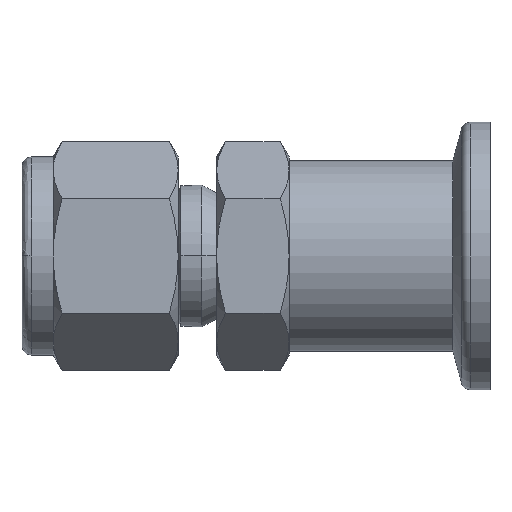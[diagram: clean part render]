
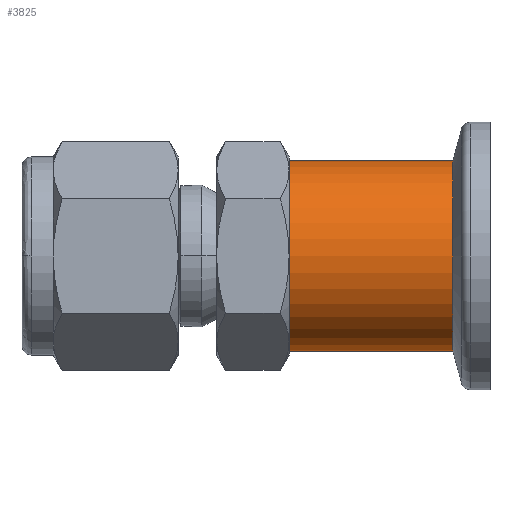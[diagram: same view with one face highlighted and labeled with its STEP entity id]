
A CAD part, front view. The second image highlights one B-rep face of the part: STEP entity #3825.
In plain terms, the highlighted cylindrical face has radius 10.668 mm (diameter 21.336 mm), a partial arc.
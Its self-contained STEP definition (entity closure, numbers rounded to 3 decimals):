
#42 = EDGE_CURVE ( 'NONE', #2424, #970, #3061, .T. ) ;
#247 = DIRECTION ( 'NONE',  ( 1., 0., 0. ) ) ;
#324 = AXIS2_PLACEMENT_3D ( 'NONE', #3754, #744, #1951 ) ;
#444 = EDGE_CURVE ( 'NONE', #2312, #3462, #2121, .T. ) ;
#484 = CARTESIAN_POINT ( 'NONE',  ( 0.992, 0., 0. ) ) ;
#486 = ORIENTED_EDGE ( 'NONE', *, *, #2982, .T. ) ;
#581 = FACE_OUTER_BOUND ( 'NONE', #3604, .T. ) ;
#641 = CARTESIAN_POINT ( 'NONE',  ( 0.992, 0., -10.668 ) ) ;
#744 = DIRECTION ( 'NONE',  ( 1., 0., 0. ) ) ;
#772 = CIRCLE ( 'NONE', #2989, 10.668 ) ;
#778 = DIRECTION ( 'NONE',  ( 0., 0., -1. ) ) ;
#970 = VERTEX_POINT ( 'NONE', #2169 ) ;
#1486 = VECTOR ( 'NONE', #1995, 1000. ) ;
#1596 = ORIENTED_EDGE ( 'NONE', *, *, #444, .T. ) ;
#1730 = ORIENTED_EDGE ( 'NONE', *, *, #3253, .T. ) ;
#1879 = AXIS2_PLACEMENT_3D ( 'NONE', #484, #2590, #778 ) ;
#1951 = DIRECTION ( 'NONE',  ( 0., 0., -1. ) ) ;
#1981 = ORIENTED_EDGE ( 'NONE', *, *, #42, .F. ) ;
#1995 = DIRECTION ( 'NONE',  ( 1., 0., 0. ) ) ;
#2015 = CARTESIAN_POINT ( 'NONE',  ( -17.55, 0., 0. ) ) ;
#2121 = LINE ( 'NONE', #2614, #1486 ) ;
#2164 = VECTOR ( 'NONE', #3079, 1000. ) ;
#2169 = CARTESIAN_POINT ( 'NONE',  ( 0.992, 0., 10.668 ) ) ;
#2312 = VERTEX_POINT ( 'NONE', #3422 ) ;
#2320 = DIRECTION ( 'NONE',  ( 0., 0., -1. ) ) ;
#2397 = CARTESIAN_POINT ( 'NONE',  ( -8.279, 0., 10.668 ) ) ;
#2424 = VERTEX_POINT ( 'NONE', #2853 ) ;
#2590 = DIRECTION ( 'NONE',  ( -1., 0., 0. ) ) ;
#2604 = CYLINDRICAL_SURFACE ( 'NONE', #324, 10.668 ) ;
#2614 = CARTESIAN_POINT ( 'NONE',  ( -8.279, 0., -10.668 ) ) ;
#2853 = CARTESIAN_POINT ( 'NONE',  ( -17.55, 0., 10.668 ) ) ;
#2925 = CIRCLE ( 'NONE', #1879, 10.668 ) ;
#2982 = EDGE_CURVE ( 'NONE', #3462, #970, #2925, .T. ) ;
#2989 = AXIS2_PLACEMENT_3D ( 'NONE', #2015, #247, #2320 ) ;
#3061 = LINE ( 'NONE', #2397, #2164 ) ;
#3079 = DIRECTION ( 'NONE',  ( 1., 0., 0. ) ) ;
#3253 = EDGE_CURVE ( 'NONE', #2424, #2312, #772, .T. ) ;
#3422 = CARTESIAN_POINT ( 'NONE',  ( -17.55, 0., -10.668 ) ) ;
#3462 = VERTEX_POINT ( 'NONE', #641 ) ;
#3604 = EDGE_LOOP ( 'NONE', ( #1981, #1730, #1596, #486 ) ) ;
#3754 = CARTESIAN_POINT ( 'NONE',  ( -8.279, 0., 0. ) ) ;
#3825 = ADVANCED_FACE ( 'NONE', ( #581 ), #2604, .T. ) ;
